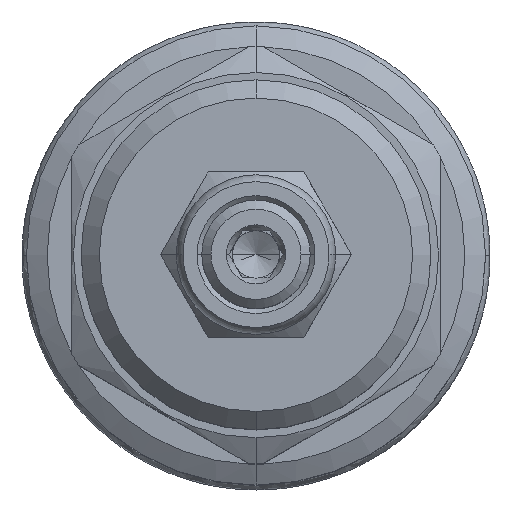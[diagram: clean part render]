
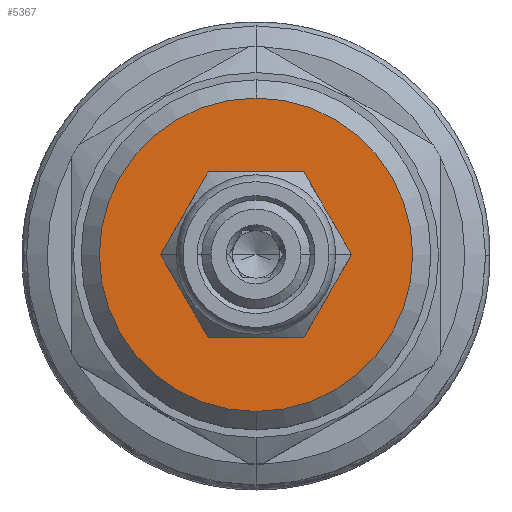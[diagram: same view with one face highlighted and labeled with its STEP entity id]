
A CAD part, top view. The second image highlights one B-rep face of the part: STEP entity #5367.
In plain terms, the highlighted planar face has unit normal (0, 0, 1).
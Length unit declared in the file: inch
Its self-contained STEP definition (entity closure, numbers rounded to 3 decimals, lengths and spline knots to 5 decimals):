
#2614=CARTESIAN_POINT('',(0.,0.,4.937));
#2615=DIRECTION('',(0.,0.,1.));
#2616=DIRECTION('',(-1.,0.,0.));
#2617=AXIS2_PLACEMENT_3D('',#2614,#2615,#2616);
#2619=CARTESIAN_POINT('',(0.,0.,4.937));
#2620=DIRECTION('',(0.,0.,1.));
#2621=DIRECTION('',(1.,0.,0.));
#2622=AXIS2_PLACEMENT_3D('',#2619,#2620,#2621);
#2624=CARTESIAN_POINT('',(0.,0.,4.937));
#2625=DIRECTION('',(0.,0.,1.));
#2626=DIRECTION('',(0.,-1.,0.));
#2627=AXIS2_PLACEMENT_3D('',#2624,#2625,#2626);
#2642=CARTESIAN_POINT('',(0.,0.,4.937));
#2643=DIRECTION('',(0.,0.,1.));
#2644=DIRECTION('',(0.,1.,0.));
#2645=AXIS2_PLACEMENT_3D('',#2642,#2643,#2644);
#4061=CARTESIAN_POINT('',(0.,0.532,4.937));
#4062=CARTESIAN_POINT('',(0.,-0.532,4.937));
#4063=VERTEX_POINT('',#4061);
#4064=VERTEX_POINT('',#4062);
#4332=CARTESIAN_POINT('',(-0.271,0.,4.937));
#4333=CARTESIAN_POINT('',(0.271,0.,4.937));
#4334=VERTEX_POINT('',#4332);
#4335=VERTEX_POINT('',#4333);
#5351=CARTESIAN_POINT('',(0.,0.,4.937));
#5352=DIRECTION('',(0.,0.,1.));
#5353=DIRECTION('',(0.,1.,0.));
#5354=AXIS2_PLACEMENT_3D('',#5351,#5352,#5353);
#5355=PLANE('',#5354);
#5357=ORIENTED_EDGE('',*,*,#5356,.F.);
#5359=ORIENTED_EDGE('',*,*,#5358,.F.);
#5360=EDGE_LOOP('',(#5357,#5359));
#5361=FACE_OUTER_BOUND('',#5360,.F.);
#5362=ORIENTED_EDGE('',*,*,#5341,.T.);
#5364=ORIENTED_EDGE('',*,*,#5363,.T.);
#5365=EDGE_LOOP('',(#5362,#5364));
#5366=FACE_BOUND('',#5365,.F.);
#5367=ADVANCED_FACE('',(#5361,#5366),#5355,.T.);
#2618=CIRCLE('',#2617,0.271);
#2623=CIRCLE('',#2622,0.271);
#2628=CIRCLE('',#2627,0.532);
#2646=CIRCLE('',#2645,0.532);
#5341=EDGE_CURVE('',#4334,#4335,#2618,.T.);
#5356=EDGE_CURVE('',#4064,#4063,#2628,.T.);
#5358=EDGE_CURVE('',#4063,#4064,#2646,.T.);
#5363=EDGE_CURVE('',#4335,#4334,#2623,.T.);
